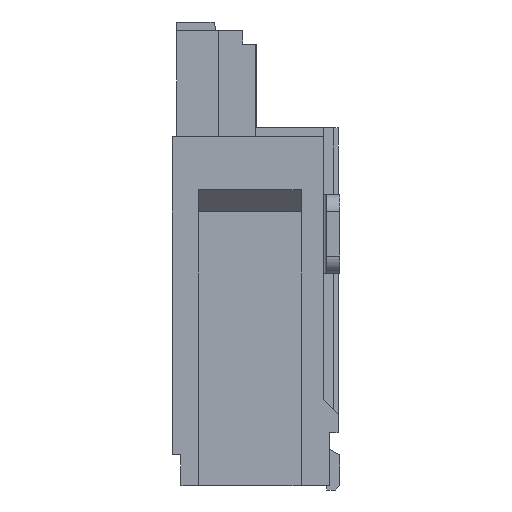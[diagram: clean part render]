
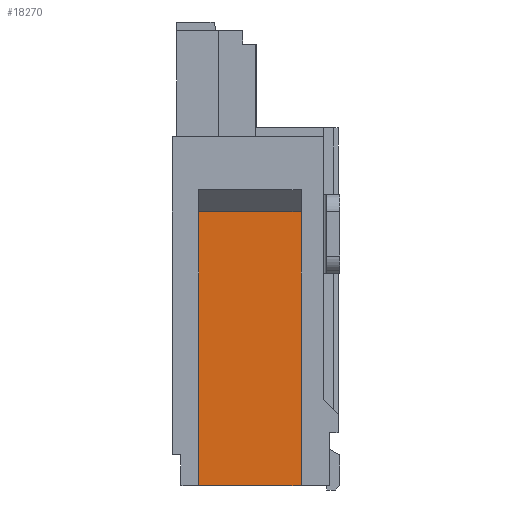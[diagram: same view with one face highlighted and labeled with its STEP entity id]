
A CAD part, left-side view. The second image highlights one B-rep face of the part: STEP entity #18270.
In plain terms, the highlighted planar face has unit normal (-1, 0, 0).
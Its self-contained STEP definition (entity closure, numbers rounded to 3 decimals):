
#6691=DIRECTION('',(0.,-1.,0.));
#6692=VECTOR('',#6691,1.16);
#6693=CARTESIAN_POINT('',(-4.1,1.58,-4.05));
#6694=LINE('',#6693,#6692);
#6715=DIRECTION('',(0.,1.,0.));
#6716=VECTOR('',#6715,1.16);
#6717=CARTESIAN_POINT('',(-4.1,0.42,-0.95));
#6718=LINE('',#6717,#6716);
#6719=DIRECTION('',(0.,0.,1.));
#6720=VECTOR('',#6719,3.1);
#6721=CARTESIAN_POINT('',(-4.1,1.58,-4.05));
#6722=LINE('',#6721,#6720);
#6731=DIRECTION('',(0.,0.,1.));
#6732=VECTOR('',#6731,3.1);
#6733=CARTESIAN_POINT('',(-4.1,0.42,-4.05));
#6734=LINE('',#6733,#6732);
#6916=CARTESIAN_POINT('',(-4.1,1.58,-4.05));
#6917=CARTESIAN_POINT('',(-4.1,0.42,-4.05));
#6918=VERTEX_POINT('',#6916);
#6919=VERTEX_POINT('',#6917);
#6986=CARTESIAN_POINT('',(-4.1,1.58,-0.95));
#6988=VERTEX_POINT('',#6986);
#6992=CARTESIAN_POINT('',(-4.1,0.42,-0.95));
#6993=VERTEX_POINT('',#6992);
#18256=CARTESIAN_POINT('',(-4.1,1.58,-4.05));
#18257=DIRECTION('',(1.,0.,0.));
#18258=DIRECTION('',(0.,-1.,0.));
#18259=AXIS2_PLACEMENT_3D('',#18256,#18257,#18258);
#18260=PLANE('',#18259);
#18262=ORIENTED_EDGE('',*,*,#18261,.F.);
#18264=ORIENTED_EDGE('',*,*,#18263,.F.);
#18265=ORIENTED_EDGE('',*,*,#18241,.F.);
#18267=ORIENTED_EDGE('',*,*,#18266,.T.);
#18268=EDGE_LOOP('',(#18262,#18264,#18265,#18267));
#18269=FACE_OUTER_BOUND('',#18268,.F.);
#18270=ADVANCED_FACE('',(#18269),#18260,.F.);
#18241=EDGE_CURVE('',#6918,#6919,#6694,.T.);
#18261=EDGE_CURVE('',#6993,#6988,#6718,.T.);
#18263=EDGE_CURVE('',#6919,#6993,#6734,.T.);
#18266=EDGE_CURVE('',#6918,#6988,#6722,.T.);
